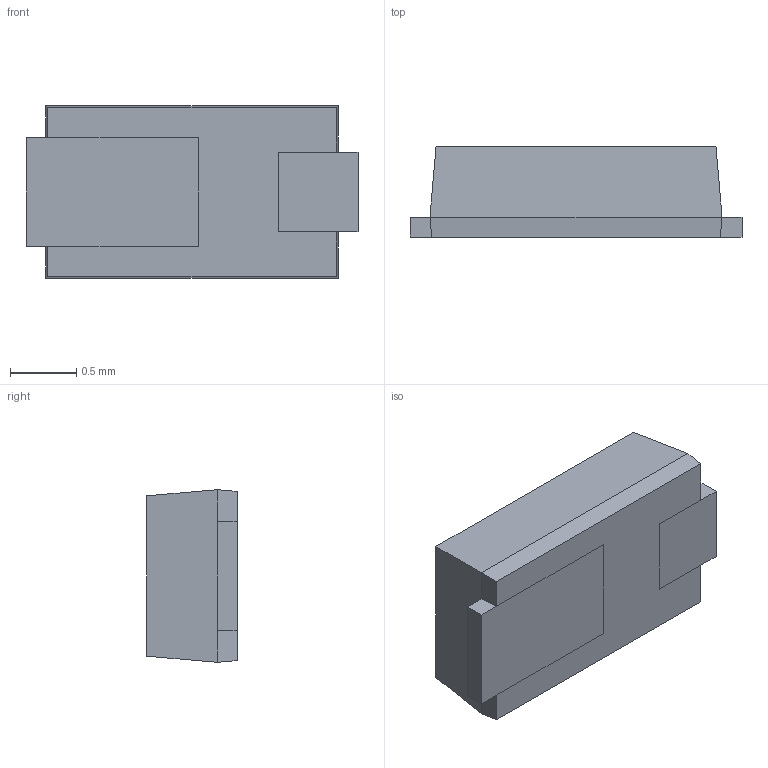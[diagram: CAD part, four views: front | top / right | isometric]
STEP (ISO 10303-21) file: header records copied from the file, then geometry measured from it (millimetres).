
FILE_DESCRIPTION (( 'STEP AP214' ), '1' );
FILE_NAME ('MSMP package.STEP', '2016-08-19T07:07:45', ( 'Vishay' ), ( '' ), 'SwSTEP 2.0', 'SolidWorks 2015', '' );
FILE_SCHEMA (( 'AUTOMOTIVE_DESIGN' ));
Length unit declared in the file: millimetre
Products named in the file (1): MSMP package
Bounding box: 2.5 x 0.68 x 1.3 mm (x, y, z)
Volume: 1.9 mm3; surface area: 10.5 mm2
Topology: 1 solids, 1 shells, 22 faces, 52 edges, 32 vertices
Faces by surface type: plane 22
Entity records: 756 total; most frequent: CARTESIAN_POINT 107, ORIENTED_EDGE 104, DIRECTION 98, EDGE_CURVE 52, VECTOR 52, LINE 52, VERTEX_POINT 32, AXIS2_PLACEMENT_3D 23
